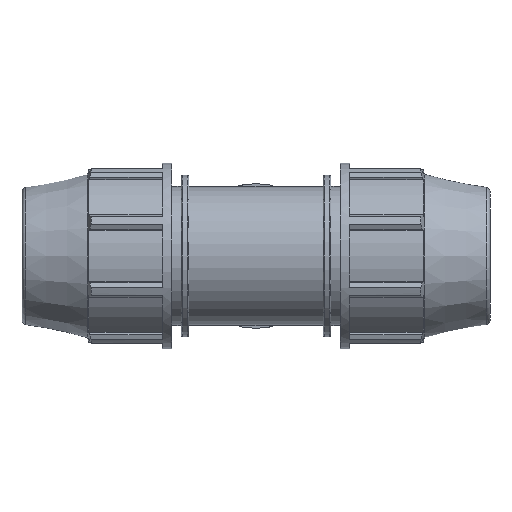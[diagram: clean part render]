
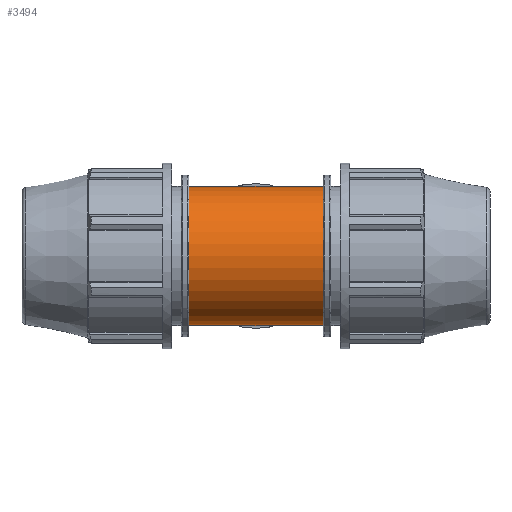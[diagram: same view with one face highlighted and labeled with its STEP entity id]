
A CAD part, front view. The second image highlights one B-rep face of the part: STEP entity #3494.
In plain terms, the highlighted cylindrical face has radius 30.75 mm (diameter 61.5 mm), a full revolution.
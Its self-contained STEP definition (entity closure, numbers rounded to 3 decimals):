
#797=B_SPLINE_CURVE_WITH_KNOTS('',3,(#5030,#5031,#5032,#5033,#5034,#5035,
#5036,#5037,#5038,#5039,#5040,#5041,#5042,#5043,#5044,#5045,#5046,#5047,
#5048,#5049,#5050,#5051,#5052,#5053,#5054,#5055,#5056,#5057,#5058,#5059,
#5060,#5061,#5062,#5063,#5064,#5065,#5066,#5067,#5068,#5069,#5070,#5071,
#5072,#5073,#5074,#5075,#5076,#5077,#5078,#5079,#5080,#5081,#5082,#5083,
#5084,#5085,#5086,#5087,#5088,#5089,#5090,#5091,#5092,#5093,#5094,#5095),
 .UNSPECIFIED.,.T.,.F.,(4,2,2,2,2,2,2,2,2,2,2,2,2,2,2,2,2,2,2,2,2,2,2,2,
2,2,2,2,2,2,2,2,4),(0.,0.488,0.977,1.465,
1.954,2.429,2.905,3.38,3.856,
4.331,4.806,5.282,5.757,6.246,
6.734,7.223,7.711,8.2,8.688,
9.176,9.665,10.14,10.616,11.091,
11.567,12.042,12.517,12.993,13.468,
13.957,14.445,14.934,15.422),
 .UNSPECIFIED.);
#799=FACE_BOUND('',#1056,.T.);
#800=FACE_BOUND('',#1057,.T.);
#856=FACE_OUTER_BOUND('',#1055,.T.);
#1055=EDGE_LOOP('',(#2284));
#1056=EDGE_LOOP('',(#2285));
#1057=EDGE_LOOP('',(#2286));
#1311=CIRCLE('',#3696,30.75);
#1312=CIRCLE('',#3697,30.75);
#1458=VERTEX_POINT('',#5025);
#1459=VERTEX_POINT('',#5027);
#1460=VERTEX_POINT('',#5029);
#1799=EDGE_CURVE('',#1458,#1458,#1311,.T.);
#1800=EDGE_CURVE('',#1459,#1459,#1312,.T.);
#1801=EDGE_CURVE('',#1460,#1460,#797,.T.);
#2284=ORIENTED_EDGE('',*,*,#1799,.F.);
#2285=ORIENTED_EDGE('',*,*,#1800,.T.);
#2286=ORIENTED_EDGE('',*,*,#1801,.F.);
#3254=CYLINDRICAL_SURFACE('',#3695,30.75);
#3494=ADVANCED_FACE('',(#856,#799,#800),#3254,.T.);
#3695=AXIS2_PLACEMENT_3D('',#5024,#4043,#4044);
#3696=AXIS2_PLACEMENT_3D('',#5026,#4045,#4046);
#3697=AXIS2_PLACEMENT_3D('',#5028,#4047,#4048);
#4043=DIRECTION('center_axis',(1.,0.,0.));
#4044=DIRECTION('ref_axis',(0.,1.,0.));
#4045=DIRECTION('center_axis',(1.,0.,0.));
#4046=DIRECTION('ref_axis',(0.,0.,-1.));
#4047=DIRECTION('center_axis',(1.,0.,0.));
#4048=DIRECTION('ref_axis',(0.,0.,-1.));
#5024=CARTESIAN_POINT('Origin',(21.045,0.,0.));
#5025=CARTESIAN_POINT('',(29.67,30.75,0.));
#5026=CARTESIAN_POINT('Origin',(29.67,0.,0.));
#5027=CARTESIAN_POINT('',(-29.67,30.75,0.));
#5028=CARTESIAN_POINT('Origin',(-29.67,0.,0.));
#5029=CARTESIAN_POINT('',(0.,19.224,24.));
#5030=CARTESIAN_POINT('Ctrl Pts',(0.,19.224,
24.));
#5031=CARTESIAN_POINT('Ctrl Pts',(1.628,19.224,24.));
#5032=CARTESIAN_POINT('Ctrl Pts',(3.251,19.437,23.833));
#5033=CARTESIAN_POINT('Ctrl Pts',(6.403,20.205,23.186));
#5034=CARTESIAN_POINT('Ctrl Pts',(7.932,20.755,22.706));
#5035=CARTESIAN_POINT('Ctrl Pts',(10.835,22.028,21.473));
#5036=CARTESIAN_POINT('Ctrl Pts',(12.211,22.75,20.719));
#5037=CARTESIAN_POINT('Ctrl Pts',(14.757,24.213,18.989));
#5038=CARTESIAN_POINT('Ctrl Pts',(15.928,24.953,18.013));
#5039=CARTESIAN_POINT('Ctrl Pts',(17.986,26.315,15.956));
#5040=CARTESIAN_POINT('Ctrl Pts',(18.955,26.991,14.801));
#5041=CARTESIAN_POINT('Ctrl Pts',(20.691,28.237,12.257));
#5042=CARTESIAN_POINT('Ctrl Pts',(21.458,28.807,10.867));
#5043=CARTESIAN_POINT('Ctrl Pts',(22.71,29.751,7.926));
#5044=CARTESIAN_POINT('Ctrl Pts',(23.195,30.125,6.371));
#5045=CARTESIAN_POINT('Ctrl Pts',(23.841,30.625,3.201));
#5046=CARTESIAN_POINT('Ctrl Pts',(24.,30.75,1.585));
#5047=CARTESIAN_POINT('Ctrl Pts',(24.,30.75,-1.585));
#5048=CARTESIAN_POINT('Ctrl Pts',(23.841,30.625,-3.201));
#5049=CARTESIAN_POINT('Ctrl Pts',(23.195,30.125,-6.371));
#5050=CARTESIAN_POINT('Ctrl Pts',(22.71,29.751,-7.926));
#5051=CARTESIAN_POINT('Ctrl Pts',(21.458,28.807,-10.867));
#5052=CARTESIAN_POINT('Ctrl Pts',(20.691,28.237,-12.257));
#5053=CARTESIAN_POINT('Ctrl Pts',(18.955,26.991,-14.801));
#5054=CARTESIAN_POINT('Ctrl Pts',(17.986,26.315,-15.956));
#5055=CARTESIAN_POINT('Ctrl Pts',(15.928,24.953,-18.013));
#5056=CARTESIAN_POINT('Ctrl Pts',(14.757,24.213,-18.989));
#5057=CARTESIAN_POINT('Ctrl Pts',(12.211,22.75,-20.719));
#5058=CARTESIAN_POINT('Ctrl Pts',(10.835,22.028,-21.473));
#5059=CARTESIAN_POINT('Ctrl Pts',(7.932,20.755,-22.706));
#5060=CARTESIAN_POINT('Ctrl Pts',(6.403,20.205,-23.186));
#5061=CARTESIAN_POINT('Ctrl Pts',(3.251,19.437,-23.833));
#5062=CARTESIAN_POINT('Ctrl Pts',(1.628,19.224,-24.));
#5063=CARTESIAN_POINT('Ctrl Pts',(-1.628,19.224,-24.));
#5064=CARTESIAN_POINT('Ctrl Pts',(-3.251,19.437,-23.833));
#5065=CARTESIAN_POINT('Ctrl Pts',(-6.403,20.205,-23.186));
#5066=CARTESIAN_POINT('Ctrl Pts',(-7.932,20.755,-22.706));
#5067=CARTESIAN_POINT('Ctrl Pts',(-10.835,22.028,-21.473));
#5068=CARTESIAN_POINT('Ctrl Pts',(-12.211,22.75,-20.719));
#5069=CARTESIAN_POINT('Ctrl Pts',(-14.757,24.213,-18.989));
#5070=CARTESIAN_POINT('Ctrl Pts',(-15.928,24.953,-18.013));
#5071=CARTESIAN_POINT('Ctrl Pts',(-17.986,26.315,-15.956));
#5072=CARTESIAN_POINT('Ctrl Pts',(-18.955,26.991,-14.801));
#5073=CARTESIAN_POINT('Ctrl Pts',(-20.691,28.237,-12.257));
#5074=CARTESIAN_POINT('Ctrl Pts',(-21.458,28.807,-10.867));
#5075=CARTESIAN_POINT('Ctrl Pts',(-22.71,29.751,-7.926));
#5076=CARTESIAN_POINT('Ctrl Pts',(-23.195,30.125,-6.371));
#5077=CARTESIAN_POINT('Ctrl Pts',(-23.841,30.625,-3.201));
#5078=CARTESIAN_POINT('Ctrl Pts',(-24.,30.75,-1.585));
#5079=CARTESIAN_POINT('Ctrl Pts',(-24.,30.75,1.585));
#5080=CARTESIAN_POINT('Ctrl Pts',(-23.841,30.625,3.201));
#5081=CARTESIAN_POINT('Ctrl Pts',(-23.195,30.125,6.371));
#5082=CARTESIAN_POINT('Ctrl Pts',(-22.71,29.751,7.926));
#5083=CARTESIAN_POINT('Ctrl Pts',(-21.458,28.807,10.867));
#5084=CARTESIAN_POINT('Ctrl Pts',(-20.691,28.237,12.257));
#5085=CARTESIAN_POINT('Ctrl Pts',(-18.955,26.991,14.801));
#5086=CARTESIAN_POINT('Ctrl Pts',(-17.986,26.315,15.956));
#5087=CARTESIAN_POINT('Ctrl Pts',(-15.928,24.953,18.013));
#5088=CARTESIAN_POINT('Ctrl Pts',(-14.757,24.213,18.989));
#5089=CARTESIAN_POINT('Ctrl Pts',(-12.211,22.75,20.719));
#5090=CARTESIAN_POINT('Ctrl Pts',(-10.835,22.028,21.473));
#5091=CARTESIAN_POINT('Ctrl Pts',(-7.932,20.755,22.706));
#5092=CARTESIAN_POINT('Ctrl Pts',(-6.403,20.205,23.186));
#5093=CARTESIAN_POINT('Ctrl Pts',(-3.251,19.437,23.833));
#5094=CARTESIAN_POINT('Ctrl Pts',(-1.628,19.224,24.));
#5095=CARTESIAN_POINT('Ctrl Pts',(0.,19.224,
24.));
